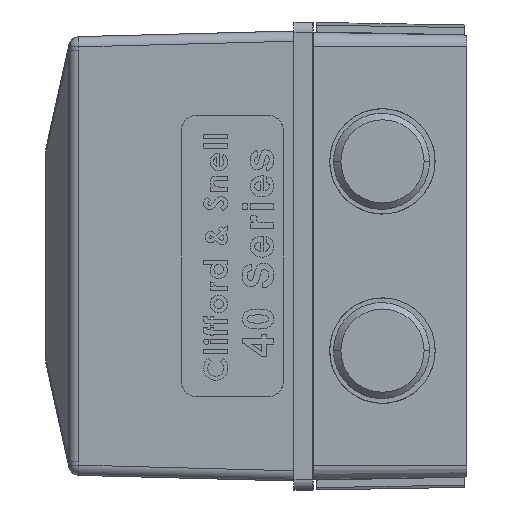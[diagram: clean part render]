
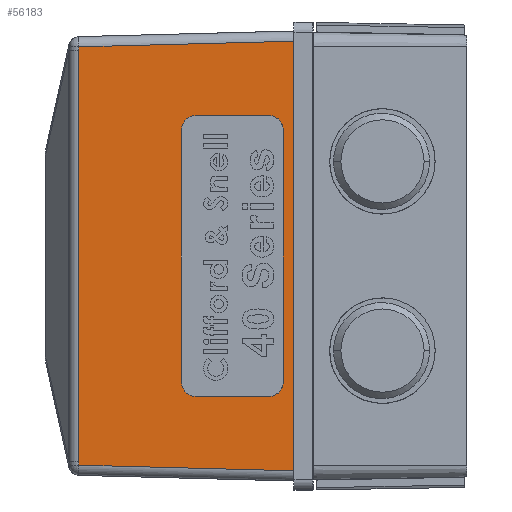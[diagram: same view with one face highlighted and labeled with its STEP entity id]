
A CAD part, left-side view. The second image highlights one B-rep face of the part: STEP entity #56183.
In plain terms, the highlighted planar face has unit normal (-1, 0.026, 0).
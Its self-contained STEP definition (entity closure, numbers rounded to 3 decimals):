
#2086 = ORIENTED_EDGE ( 'NONE', *, *, #44713, .T. ) ;
#3804 = DIRECTION ( 'NONE',  ( -0.026, -0.999, -0.026 ) ) ;
#4150 = VERTEX_POINT ( 'NONE', #18746 ) ;
#6603 = CARTESIAN_POINT ( 'NONE',  ( -42.889, 42.438, -40.24 ) ) ;
#6729 = CARTESIAN_POINT ( 'NONE',  ( -44.016, -0.6, -42.016 ) ) ;
#8455 = PLANE ( 'NONE',  #15091 ) ;
#8980 = VERTEX_POINT ( 'NONE', #40125 ) ;
#10732 = ORIENTED_EDGE ( 'NONE', *, *, #65041, .T. ) ;
#13562 = CARTESIAN_POINT ( 'NONE',  ( -42.889, 42.438, 40.455 ) ) ;
#15091 = AXIS2_PLACEMENT_3D ( 'NONE', #16839, #40121, #17220 ) ;
#15104 = CARTESIAN_POINT ( 'NONE',  ( -42.889, 42.438, 40.24 ) ) ;
#15154 = LINE ( 'NONE', #43800, #20793 ) ;
#16839 = CARTESIAN_POINT ( 'NONE',  ( -44., 0., 44. ) ) ;
#17220 = DIRECTION ( 'NONE',  ( -0.026, -1., 0. ) ) ;
#17681 = VERTEX_POINT ( 'NONE', #6729 ) ;
#18746 = CARTESIAN_POINT ( 'NONE',  ( -44.016, -0.6, 42.016 ) ) ;
#19112 = EDGE_CURVE ( 'NONE', #4150, #17681, #66733, .T. ) ;
#19201 = VERTEX_POINT ( 'NONE', #50615 ) ;
#20793 = VECTOR ( 'NONE', #31897, 1000. ) ;
#21114 = DIRECTION ( 'NONE',  ( 0., 0., -1. ) ) ;
#22103 = LINE ( 'NONE', #74256, #61894 ) ;
#26077 = ORIENTED_EDGE ( 'NONE', *, *, #54237, .T. ) ;
#26575 = ORIENTED_EDGE ( 'NONE', *, *, #55941, .T. ) ;
#31574 = EDGE_LOOP ( 'NONE', ( #33899, #10732, #2086, #26575, #26077, #71991 ) ) ;
#31897 = DIRECTION ( 'NONE',  ( 0.026, 0.999, -0.026 ) ) ;
#33526 =( BOUNDED_CURVE ( )  B_SPLINE_CURVE ( 3, ( #6603, #34877, #47204, #41752 ),
 .UNSPECIFIED., .F., .F. ) 
 B_SPLINE_CURVE_WITH_KNOTS ( ( 4, 4 ),
 ( 4.37, 4.523 ),
 .UNSPECIFIED. ) 
 CURVE ( )  GEOMETRIC_REPRESENTATION_ITEM ( )  RATIONAL_B_SPLINE_CURVE ( ( 1., 0.998, 0.998, 1. ) ) 
 REPRESENTATION_ITEM ( '' )  );
#33899 = ORIENTED_EDGE ( 'NONE', *, *, #66612, .T. ) ;
#34877 = CARTESIAN_POINT ( 'NONE',  ( -42.889, 42.438, -40.455 ) ) ;
#35539 =( BOUNDED_CURVE ( )  B_SPLINE_CURVE ( 3, ( #66780, #49909, #13562, #15104 ),
 .UNSPECIFIED., .F., .F. ) 
 B_SPLINE_CURVE_WITH_KNOTS ( ( 4, 4 ),
 ( 1.76, 1.914 ),
 .UNSPECIFIED. ) 
 CURVE ( )  GEOMETRIC_REPRESENTATION_ITEM ( )  RATIONAL_B_SPLINE_CURVE ( ( 1., 0.998, 0.998, 1. ) ) 
 REPRESENTATION_ITEM ( '' )  );
#38937 = CARTESIAN_POINT ( 'NONE',  ( -43.941, 2.249, -41.942 ) ) ;
#39486 = VERTEX_POINT ( 'NONE', #72183 ) ;
#40121 = DIRECTION ( 'NONE',  ( -1., 0.026, 0. ) ) ;
#40125 = CARTESIAN_POINT ( 'NONE',  ( -42.889, 42.438, -40.24 ) ) ;
#41752 = CARTESIAN_POINT ( 'NONE',  ( -42.89, 42.402, -40.89 ) ) ;
#43800 = CARTESIAN_POINT ( 'NONE',  ( -44.001, -0.052, 42.002 ) ) ;
#44713 = EDGE_CURVE ( 'NONE', #39486, #8980, #22103, .T. ) ;
#47204 = CARTESIAN_POINT ( 'NONE',  ( -42.889, 42.426, -40.672 ) ) ;
#49909 = CARTESIAN_POINT ( 'NONE',  ( -42.889, 42.426, 40.672 ) ) ;
#50475 = VERTEX_POINT ( 'NONE', #75774 ) ;
#50615 = CARTESIAN_POINT ( 'NONE',  ( -42.89, 42.402, -40.89 ) ) ;
#54237 = EDGE_CURVE ( 'NONE', #19201, #17681, #55861, .T. ) ;
#55861 = LINE ( 'NONE', #38937, #62691 ) ;
#55941 = EDGE_CURVE ( 'NONE', #8980, #19201, #33526, .T. ) ;
#56183 = ADVANCED_FACE ( 'NONE', ( #60915 ), #8455, .T. ) ;
#56985 = DIRECTION ( 'NONE',  ( 0., 0., -1. ) ) ;
#60915 = FACE_OUTER_BOUND ( 'NONE', #31574, .T. ) ;
#61000 = CARTESIAN_POINT ( 'NONE',  ( -44.016, -0.6, 44. ) ) ;
#61894 = VECTOR ( 'NONE', #56985, 1000. ) ;
#62691 = VECTOR ( 'NONE', #3804, 1000. ) ;
#65041 = EDGE_CURVE ( 'NONE', #50475, #39486, #35539, .T. ) ;
#65738 = VECTOR ( 'NONE', #21114, 1000. ) ;
#66612 = EDGE_CURVE ( 'NONE', #4150, #50475, #15154, .T. ) ;
#66733 = LINE ( 'NONE', #61000, #65738 ) ;
#66780 = CARTESIAN_POINT ( 'NONE',  ( -42.89, 42.402, 40.89 ) ) ;
#71991 = ORIENTED_EDGE ( 'NONE', *, *, #19112, .F. ) ;
#72183 = CARTESIAN_POINT ( 'NONE',  ( -42.889, 42.438, 40.24 ) ) ;
#74256 = CARTESIAN_POINT ( 'NONE',  ( -42.889, 42.438, 44. ) ) ;
#75774 = CARTESIAN_POINT ( 'NONE',  ( -42.89, 42.402, 40.89 ) ) ;
